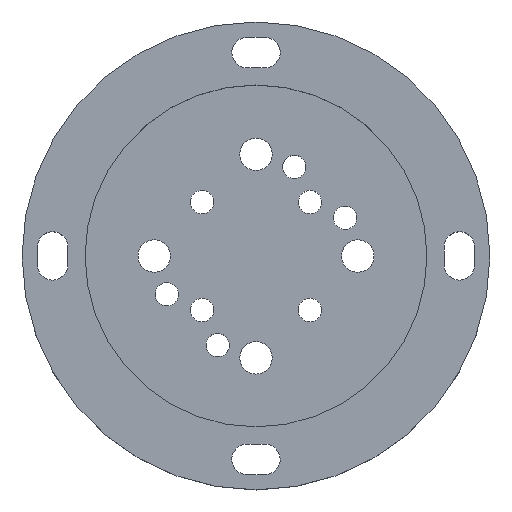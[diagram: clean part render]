
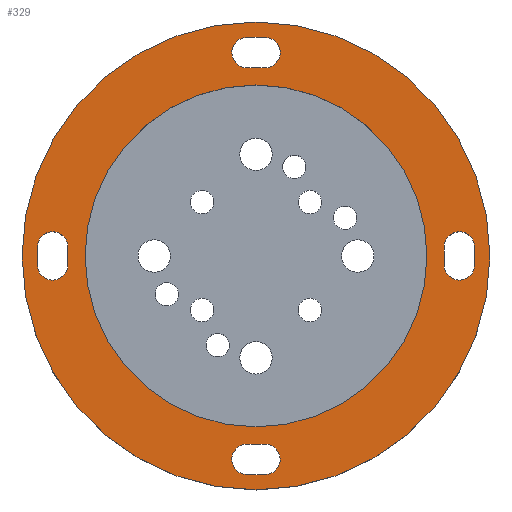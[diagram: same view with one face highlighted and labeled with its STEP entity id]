
A CAD part, top view. The second image highlights one B-rep face of the part: STEP entity #329.
In plain terms, the highlighted planar face has unit normal (0, 0, 1).
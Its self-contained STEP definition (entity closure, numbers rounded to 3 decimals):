
#118=CARTESIAN_POINT('Vertex',(65.,0.,-91.68)) ;
#123=CARTESIAN_POINT('Axis2P3D Location',(0.,0.,-91.68)) ;
#127=CARTESIAN_POINT('Vertex',(-65.,0.,-91.68)) ;
#149=CARTESIAN_POINT('Axis2P3D Location',(0.,0.,-91.68)) ;
#166=CARTESIAN_POINT('Axis2P3D Location',(0.,0.,-91.68)) ;
#175=CARTESIAN_POINT('Axis2P3D Location',(56.515,2.463,-91.68)) ;
#179=CARTESIAN_POINT('Vertex',(52.269,2.278,-91.68)) ;
#181=CARTESIAN_POINT('Vertex',(60.761,2.648,-91.68)) ;
#184=CARTESIAN_POINT('Axis2P3D Location',(0.,0.,-91.68)) ;
#188=CARTESIAN_POINT('Vertex',(60.76,-2.658,-91.68)) ;
#191=CARTESIAN_POINT('Axis2P3D Location',(56.515,-2.472,-91.68)) ;
#195=CARTESIAN_POINT('Vertex',(52.269,-2.286,-91.68)) ;
#198=CARTESIAN_POINT('Axis2P3D Location',(0.,0.,-91.68)) ;
#209=CARTESIAN_POINT('Axis2P3D Location',(0.,0.,-91.68)) ;
#213=CARTESIAN_POINT('Vertex',(-47.5,0.,-91.68)) ;
#215=CARTESIAN_POINT('Vertex',(47.5,0.,-91.68)) ;
#218=CARTESIAN_POINT('Axis2P3D Location',(0.,0.,-91.68)) ;
#227=CARTESIAN_POINT('Axis2P3D Location',(0.,0.,-91.68)) ;
#231=CARTESIAN_POINT('Vertex',(2.278,-52.269,-91.68)) ;
#233=CARTESIAN_POINT('Vertex',(-2.286,-52.269,-91.68)) ;
#236=CARTESIAN_POINT('Axis2P3D Location',(2.463,-56.515,-91.68)) ;
#240=CARTESIAN_POINT('Vertex',(2.648,-60.761,-91.68)) ;
#243=CARTESIAN_POINT('Axis2P3D Location',(0.,0.,-91.68)) ;
#247=CARTESIAN_POINT('Vertex',(-2.658,-60.76,-91.68)) ;
#250=CARTESIAN_POINT('Axis2P3D Location',(-2.472,-56.515,-91.68)) ;
#261=CARTESIAN_POINT('Axis2P3D Location',(0.,0.,-91.68)) ;
#265=CARTESIAN_POINT('Vertex',(-52.269,-2.278,-91.68)) ;
#267=CARTESIAN_POINT('Vertex',(-52.269,2.286,-91.68)) ;
#270=CARTESIAN_POINT('Axis2P3D Location',(-56.515,-2.463,-91.68)) ;
#274=CARTESIAN_POINT('Vertex',(-60.761,-2.648,-91.68)) ;
#277=CARTESIAN_POINT('Axis2P3D Location',(0.,0.,-91.68)) ;
#281=CARTESIAN_POINT('Vertex',(-60.76,2.658,-91.68)) ;
#284=CARTESIAN_POINT('Axis2P3D Location',(-56.515,2.472,-91.68)) ;
#295=CARTESIAN_POINT('Axis2P3D Location',(0.,0.,-91.68)) ;
#299=CARTESIAN_POINT('Vertex',(-2.278,52.269,-91.68)) ;
#301=CARTESIAN_POINT('Vertex',(2.286,52.269,-91.68)) ;
#304=CARTESIAN_POINT('Axis2P3D Location',(-2.463,56.515,-91.68)) ;
#308=CARTESIAN_POINT('Vertex',(-2.648,60.761,-91.68)) ;
#311=CARTESIAN_POINT('Axis2P3D Location',(0.,0.,-91.68)) ;
#315=CARTESIAN_POINT('Vertex',(2.658,60.76,-91.68)) ;
#318=CARTESIAN_POINT('Axis2P3D Location',(2.472,56.515,-91.68)) ;
#124=DIRECTION('Axis2P3D Direction',(0.,0.,-1.)) ;
#150=DIRECTION('Axis2P3D Direction',(0.,0.,-1.)) ;
#167=DIRECTION('Axis2P3D Direction',(0.,0.,-1.)) ;
#168=DIRECTION('Axis2P3D XDirection',(1.,0.,0.)) ;
#176=DIRECTION('Axis2P3D Direction',(0.,0.,-1.)) ;
#185=DIRECTION('Axis2P3D Direction',(0.,0.,-1.)) ;
#192=DIRECTION('Axis2P3D Direction',(0.,0.,-1.)) ;
#199=DIRECTION('Axis2P3D Direction',(0.,0.,-1.)) ;
#210=DIRECTION('Axis2P3D Direction',(0.,0.,-1.)) ;
#219=DIRECTION('Axis2P3D Direction',(0.,0.,-1.)) ;
#228=DIRECTION('Axis2P3D Direction',(0.,0.,-1.)) ;
#237=DIRECTION('Axis2P3D Direction',(0.,0.,-1.)) ;
#244=DIRECTION('Axis2P3D Direction',(0.,0.,-1.)) ;
#251=DIRECTION('Axis2P3D Direction',(0.,0.,-1.)) ;
#262=DIRECTION('Axis2P3D Direction',(0.,0.,-1.)) ;
#271=DIRECTION('Axis2P3D Direction',(0.,0.,-1.)) ;
#278=DIRECTION('Axis2P3D Direction',(0.,0.,-1.)) ;
#285=DIRECTION('Axis2P3D Direction',(0.,0.,-1.)) ;
#296=DIRECTION('Axis2P3D Direction',(0.,0.,-1.)) ;
#305=DIRECTION('Axis2P3D Direction',(0.,0.,-1.)) ;
#312=DIRECTION('Axis2P3D Direction',(0.,0.,-1.)) ;
#319=DIRECTION('Axis2P3D Direction',(0.,0.,-1.)) ;
#125=AXIS2_PLACEMENT_3D('Circle Axis2P3D',#123,#124,$) ;
#151=AXIS2_PLACEMENT_3D('Circle Axis2P3D',#149,#150,$) ;
#169=AXIS2_PLACEMENT_3D('Plane Axis2P3D',#166,#167,#168) ;
#177=AXIS2_PLACEMENT_3D('Circle Axis2P3D',#175,#176,$) ;
#186=AXIS2_PLACEMENT_3D('Circle Axis2P3D',#184,#185,$) ;
#193=AXIS2_PLACEMENT_3D('Circle Axis2P3D',#191,#192,$) ;
#200=AXIS2_PLACEMENT_3D('Circle Axis2P3D',#198,#199,$) ;
#211=AXIS2_PLACEMENT_3D('Circle Axis2P3D',#209,#210,$) ;
#220=AXIS2_PLACEMENT_3D('Circle Axis2P3D',#218,#219,$) ;
#229=AXIS2_PLACEMENT_3D('Circle Axis2P3D',#227,#228,$) ;
#238=AXIS2_PLACEMENT_3D('Circle Axis2P3D',#236,#237,$) ;
#245=AXIS2_PLACEMENT_3D('Circle Axis2P3D',#243,#244,$) ;
#252=AXIS2_PLACEMENT_3D('Circle Axis2P3D',#250,#251,$) ;
#263=AXIS2_PLACEMENT_3D('Circle Axis2P3D',#261,#262,$) ;
#272=AXIS2_PLACEMENT_3D('Circle Axis2P3D',#270,#271,$) ;
#279=AXIS2_PLACEMENT_3D('Circle Axis2P3D',#277,#278,$) ;
#286=AXIS2_PLACEMENT_3D('Circle Axis2P3D',#284,#285,$) ;
#297=AXIS2_PLACEMENT_3D('Circle Axis2P3D',#295,#296,$) ;
#306=AXIS2_PLACEMENT_3D('Circle Axis2P3D',#304,#305,$) ;
#313=AXIS2_PLACEMENT_3D('Circle Axis2P3D',#311,#312,$) ;
#320=AXIS2_PLACEMENT_3D('Circle Axis2P3D',#318,#319,$) ;
#172=ORIENTED_EDGE('',*,*,#153,.F.) ;
#173=ORIENTED_EDGE('',*,*,#129,.F.) ;
#204=ORIENTED_EDGE('',*,*,#183,.T.) ;
#205=ORIENTED_EDGE('',*,*,#190,.T.) ;
#206=ORIENTED_EDGE('',*,*,#197,.T.) ;
#207=ORIENTED_EDGE('',*,*,#202,.F.) ;
#224=ORIENTED_EDGE('',*,*,#217,.T.) ;
#225=ORIENTED_EDGE('',*,*,#222,.T.) ;
#256=ORIENTED_EDGE('',*,*,#235,.F.) ;
#257=ORIENTED_EDGE('',*,*,#242,.T.) ;
#258=ORIENTED_EDGE('',*,*,#249,.T.) ;
#259=ORIENTED_EDGE('',*,*,#254,.T.) ;
#290=ORIENTED_EDGE('',*,*,#269,.F.) ;
#291=ORIENTED_EDGE('',*,*,#276,.T.) ;
#292=ORIENTED_EDGE('',*,*,#283,.T.) ;
#293=ORIENTED_EDGE('',*,*,#288,.T.) ;
#324=ORIENTED_EDGE('',*,*,#303,.F.) ;
#325=ORIENTED_EDGE('',*,*,#310,.T.) ;
#326=ORIENTED_EDGE('',*,*,#317,.T.) ;
#327=ORIENTED_EDGE('',*,*,#322,.T.) ;
#208=FACE_BOUND('',#203,.T.) ;
#226=FACE_BOUND('',#223,.T.) ;
#260=FACE_BOUND('',#255,.T.) ;
#294=FACE_BOUND('',#289,.T.) ;
#328=FACE_BOUND('',#323,.T.) ;
#329=ADVANCED_FACE('PartBody',(#174,#208,#226,#260,#294,#328),#170,.F.) ;
#126=CIRCLE('generated circle',#125,65.) ;
#152=CIRCLE('generated circle',#151,65.) ;
#178=CIRCLE('generated circle',#177,4.25) ;
#187=CIRCLE('generated circle',#186,60.819) ;
#194=CIRCLE('generated circle',#193,4.25) ;
#201=CIRCLE('generated circle',#200,52.319) ;
#212=CIRCLE('generated circle',#211,47.5) ;
#221=CIRCLE('generated circle',#220,47.5) ;
#230=CIRCLE('generated circle',#229,52.319) ;
#239=CIRCLE('generated circle',#238,4.25) ;
#246=CIRCLE('generated circle',#245,60.819) ;
#253=CIRCLE('generated circle',#252,4.25) ;
#264=CIRCLE('generated circle',#263,52.319) ;
#273=CIRCLE('generated circle',#272,4.25) ;
#280=CIRCLE('generated circle',#279,60.819) ;
#287=CIRCLE('generated circle',#286,4.25) ;
#298=CIRCLE('generated circle',#297,52.319) ;
#307=CIRCLE('generated circle',#306,4.25) ;
#314=CIRCLE('generated circle',#313,60.819) ;
#321=CIRCLE('generated circle',#320,4.25) ;
#129=EDGE_CURVE('',#119,#128,#126,.T.) ;
#153=EDGE_CURVE('',#128,#119,#152,.T.) ;
#183=EDGE_CURVE('',#180,#182,#178,.T.) ;
#190=EDGE_CURVE('',#182,#189,#187,.T.) ;
#197=EDGE_CURVE('',#189,#196,#194,.T.) ;
#202=EDGE_CURVE('',#180,#196,#201,.T.) ;
#217=EDGE_CURVE('',#214,#216,#212,.T.) ;
#222=EDGE_CURVE('',#216,#214,#221,.T.) ;
#235=EDGE_CURVE('',#232,#234,#230,.T.) ;
#242=EDGE_CURVE('',#232,#241,#239,.T.) ;
#249=EDGE_CURVE('',#241,#248,#246,.T.) ;
#254=EDGE_CURVE('',#248,#234,#253,.T.) ;
#269=EDGE_CURVE('',#266,#268,#264,.T.) ;
#276=EDGE_CURVE('',#266,#275,#273,.T.) ;
#283=EDGE_CURVE('',#275,#282,#280,.T.) ;
#288=EDGE_CURVE('',#282,#268,#287,.T.) ;
#303=EDGE_CURVE('',#300,#302,#298,.T.) ;
#310=EDGE_CURVE('',#300,#309,#307,.T.) ;
#317=EDGE_CURVE('',#309,#316,#314,.T.) ;
#322=EDGE_CURVE('',#316,#302,#321,.T.) ;
#171=EDGE_LOOP('',(#172,#173)) ;
#203=EDGE_LOOP('',(#204,#205,#206,#207)) ;
#223=EDGE_LOOP('',(#224,#225)) ;
#255=EDGE_LOOP('',(#256,#257,#258,#259)) ;
#289=EDGE_LOOP('',(#290,#291,#292,#293)) ;
#323=EDGE_LOOP('',(#324,#325,#326,#327)) ;
#174=FACE_OUTER_BOUND('',#171,.T.) ;
#170=PLANE('',#169) ;
#119=VERTEX_POINT('',#118) ;
#128=VERTEX_POINT('',#127) ;
#180=VERTEX_POINT('',#179) ;
#182=VERTEX_POINT('',#181) ;
#189=VERTEX_POINT('',#188) ;
#196=VERTEX_POINT('',#195) ;
#214=VERTEX_POINT('',#213) ;
#216=VERTEX_POINT('',#215) ;
#232=VERTEX_POINT('',#231) ;
#234=VERTEX_POINT('',#233) ;
#241=VERTEX_POINT('',#240) ;
#248=VERTEX_POINT('',#247) ;
#266=VERTEX_POINT('',#265) ;
#268=VERTEX_POINT('',#267) ;
#275=VERTEX_POINT('',#274) ;
#282=VERTEX_POINT('',#281) ;
#300=VERTEX_POINT('',#299) ;
#302=VERTEX_POINT('',#301) ;
#309=VERTEX_POINT('',#308) ;
#316=VERTEX_POINT('',#315) ;
